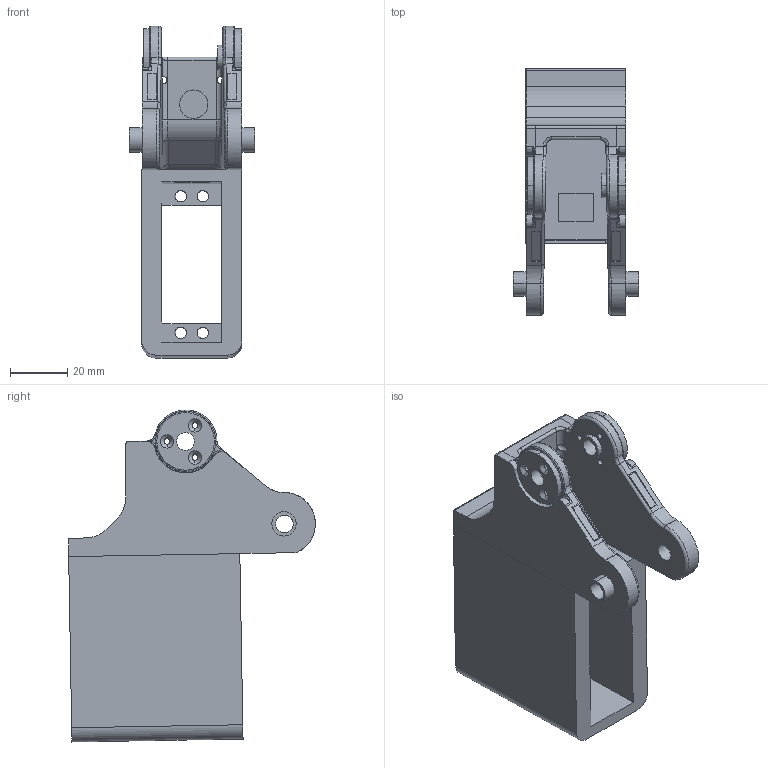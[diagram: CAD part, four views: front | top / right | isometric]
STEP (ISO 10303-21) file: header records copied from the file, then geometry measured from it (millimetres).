
FILE_DESCRIPTION(('FreeCAD Model'),'2;1');
FILE_NAME('Open CASCADE Shape Model','2024-08-13T14:36:57',('Author'),( ''),'Open CASCADE STEP processor 7.6','FreeCAD','Unknown');
FILE_SCHEMA(('AUTOMOTIVE_DESIGN { 1 0 10303 214 1 1 1 1 }'));
Length unit declared in the file: millimetre
Products named in the file (1): 20_Robot_LInk4_1_unit
Bounding box: 44 x 86.46 x 116.38 mm (x, y, z)
Volume: 103398.5 mm3; surface area: 38072.4 mm2
Topology: 1 solids, 3 shells, 236 faces, 610 edges, 381 vertices
Faces by surface type: cylinder 88, plane 72, bspline 55, cone 21
Full cylindrical faces by diameter (mm): 4 x4, 6.2 x4
Entity records: 10785 total; most frequent: CARTESIAN_POINT 5491, ORIENTED_EDGE 1212, DIRECTION 921, EDGE_CURVE 606, VERTEX_POINT 381, AXIS2_PLACEMENT_3D 335, FACE_BOUND 281, EDGE_LOOP 281
